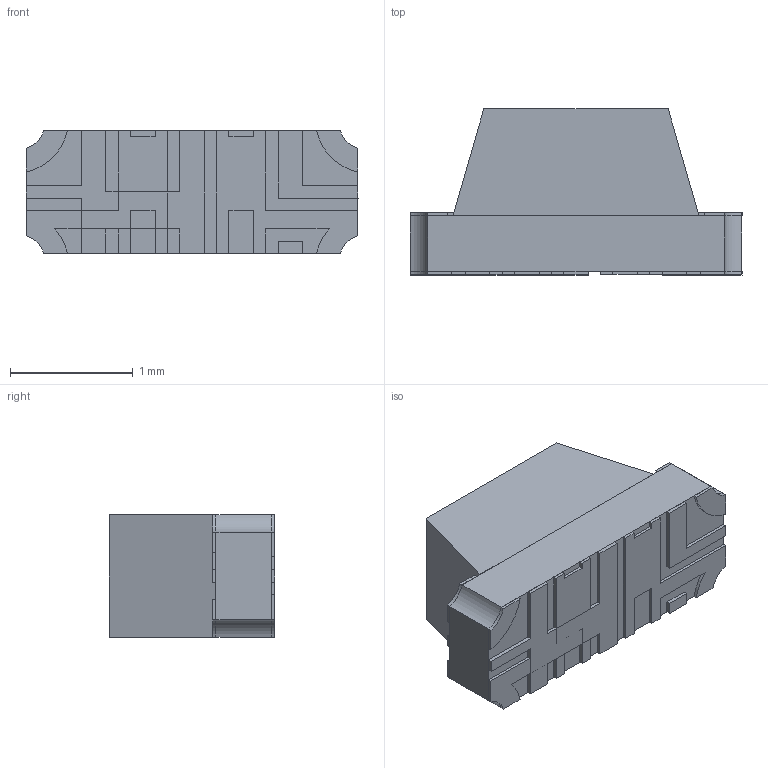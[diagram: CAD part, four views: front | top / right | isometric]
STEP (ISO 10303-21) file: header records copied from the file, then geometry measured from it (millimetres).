
FILE_DESCRIPTION (( 'STEP AP214' ), '1' );
FILE_NAME ('22-23.STEP', '2011-11-23T07:43:21', ( '' ), ( '' ), 'SwSTEP 2.0', 'SolidWorks 2009', '' );
FILE_SCHEMA (( 'AUTOMOTIVE_DESIGN' ));
Length unit declared in the file: millimetre
Products named in the file (1): 22-23
Bounding box: 2.7 x 1.35 x 1 mm (x, y, z)
Volume: 2.8 mm3; surface area: 24.6 mm2
Topology: 15 solids, 15 shells, 177 faces, 441 edges, 294 vertices
Faces by surface type: plane 150, cylinder 27
Entity records: 7206 total; most frequent: CARTESIAN_POINT 913, ORIENTED_EDGE 882, DIRECTION 851, EDGE_CURVE 441, LINE 387, VECTOR 387, VERTEX_POINT 294, AXIS2_PLACEMENT_3D 232
